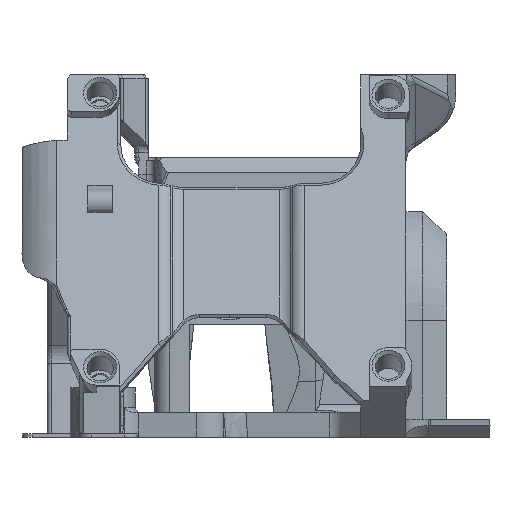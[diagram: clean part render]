
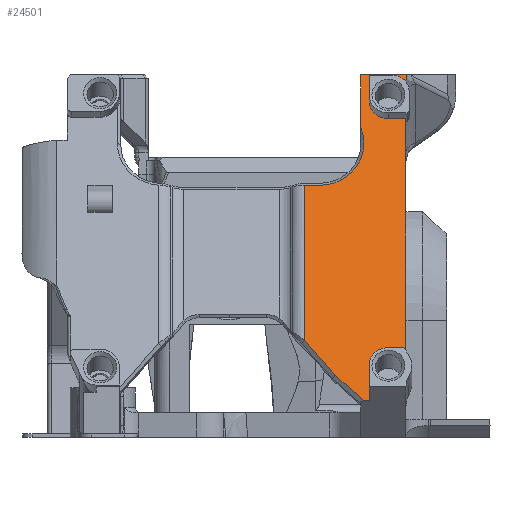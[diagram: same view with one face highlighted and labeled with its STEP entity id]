
A CAD part, left-side view. The second image highlights one B-rep face of the part: STEP entity #24501.
In plain terms, the highlighted planar face has unit normal (-0.94, 0, 0.342).
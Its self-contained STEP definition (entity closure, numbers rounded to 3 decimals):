
#1239=CIRCLE('',#26071,0.5);
#1242=CIRCLE('',#26076,2.35);
#1243=CIRCLE('',#26078,2.);
#1244=CIRCLE('',#26082,2.35);
#1249=CIRCLE('',#26096,2.536);
#1383=CIRCLE('',#26406,5.4);
#2168=B_SPLINE_CURVE_WITH_KNOTS('',3,(#40832,#40833,#40834,#40835),
 .UNSPECIFIED.,.F.,.F.,(4,4),(0.,0.001),
 .UNSPECIFIED.);
#5476=ORIENTED_EDGE('',*,*,#11777,.F.);
#5477=ORIENTED_EDGE('',*,*,#11778,.T.);
#5478=ORIENTED_EDGE('',*,*,#11779,.F.);
#5479=ORIENTED_EDGE('',*,*,#11224,.T.);
#5480=ORIENTED_EDGE('',*,*,#11214,.T.);
#5481=ORIENTED_EDGE('',*,*,#11209,.F.);
#5482=ORIENTED_EDGE('',*,*,#11205,.T.);
#5483=ORIENTED_EDGE('',*,*,#11237,.F.);
#5484=ORIENTED_EDGE('',*,*,#10188,.F.);
#5485=ORIENTED_EDGE('',*,*,#11223,.F.);
#5486=ORIENTED_EDGE('',*,*,#11221,.T.);
#5487=ORIENTED_EDGE('',*,*,#11219,.T.);
#5488=ORIENTED_EDGE('',*,*,#11218,.T.);
#5489=ORIENTED_EDGE('',*,*,#11215,.T.);
#5490=ORIENTED_EDGE('',*,*,#10183,.T.);
#5491=ORIENTED_EDGE('',*,*,#11780,.T.);
#5492=ORIENTED_EDGE('',*,*,#11758,.F.);
#5493=ORIENTED_EDGE('',*,*,#11781,.T.);
#5494=ORIENTED_EDGE('',*,*,#11763,.T.);
#5495=ORIENTED_EDGE('',*,*,#11782,.F.);
#5496=ORIENTED_EDGE('',*,*,#11372,.F.);
#10183=EDGE_CURVE('',#13932,#13931,#16291,.T.);
#10188=EDGE_CURVE('',#13936,#13937,#16295,.T.);
#11205=EDGE_CURVE('',#14633,#14634,#1239,.T.);
#11209=EDGE_CURVE('',#14633,#14637,#16812,.T.);
#11214=EDGE_CURVE('',#14639,#14637,#1242,.T.);
#11215=EDGE_CURVE('',#14641,#13932,#1243,.T.);
#11218=EDGE_CURVE('',#14642,#14641,#16818,.T.);
#11219=EDGE_CURVE('',#14643,#14642,#16819,.T.);
#11221=EDGE_CURVE('',#14644,#14643,#1244,.T.);
#11223=EDGE_CURVE('',#14644,#13936,#16822,.T.);
#11224=EDGE_CURVE('',#14645,#14639,#16823,.T.);
#11237=EDGE_CURVE('',#13937,#14634,#1249,.T.);
#11372=EDGE_CURVE('',#14632,#14723,#16891,.T.);
#11758=EDGE_CURVE('',#14968,#14969,#17079,.T.);
#11763=EDGE_CURVE('',#14974,#14973,#1383,.T.);
#11777=EDGE_CURVE('',#14984,#14632,#17093,.T.);
#11778=EDGE_CURVE('',#14984,#14985,#17094,.T.);
#11779=EDGE_CURVE('',#14645,#14985,#17095,.T.);
#11780=EDGE_CURVE('',#13931,#14969,#2168,.T.);
#11781=EDGE_CURVE('',#14968,#14974,#17096,.T.);
#11782=EDGE_CURVE('',#14723,#14973,#17097,.T.);
#13931=VERTEX_POINT('',#34472);
#13932=VERTEX_POINT('',#34474);
#13936=VERTEX_POINT('',#34487);
#13937=VERTEX_POINT('',#34489);
#14632=VERTEX_POINT('',#37792);
#14633=VERTEX_POINT('',#37810);
#14634=VERTEX_POINT('',#37811);
#14637=VERTEX_POINT('',#37819);
#14639=VERTEX_POINT('',#37825);
#14641=VERTEX_POINT('',#37831);
#14642=VERTEX_POINT('',#37835);
#14643=VERTEX_POINT('',#37839);
#14644=VERTEX_POINT('',#37843);
#14645=VERTEX_POINT('',#37849);
#14723=VERTEX_POINT('',#39237);
#14968=VERTEX_POINT('',#40781);
#14969=VERTEX_POINT('',#40783);
#14973=VERTEX_POINT('',#40795);
#14974=VERTEX_POINT('',#40797);
#14984=VERTEX_POINT('',#40826);
#14985=VERTEX_POINT('',#40830);
#16291=LINE('',#34473,#18223);
#16295=LINE('',#34488,#18227);
#16812=LINE('',#37818,#18744);
#16818=LINE('',#37836,#18750);
#16819=LINE('',#37838,#18751);
#16822=LINE('',#37846,#18754);
#16823=LINE('',#37848,#18755);
#16891=LINE('',#39236,#18823);
#17079=LINE('',#40782,#19011);
#17093=LINE('',#40827,#19025);
#17094=LINE('',#40829,#19026);
#17095=LINE('',#40831,#19027);
#17096=LINE('',#40836,#19028);
#17097=LINE('',#40837,#19029);
#18223=VECTOR('',#27727,1000.);
#18227=VECTOR('',#27731,1000.);
#18744=VECTOR('',#29598,1000.);
#18750=VECTOR('',#29616,1000.);
#18751=VECTOR('',#29619,1000.);
#18754=VECTOR('',#29628,1000.);
#18755=VECTOR('',#29631,1000.);
#18823=VECTOR('',#29901,1000.);
#19011=VECTOR('',#30525,1000.);
#19025=VECTOR('',#30553,1000.);
#19026=VECTOR('',#30556,1000.);
#19027=VECTOR('',#30557,1000.);
#19028=VECTOR('',#30558,1000.);
#19029=VECTOR('',#30559,1000.);
#20784=EDGE_LOOP('',(#5476,#5477,#5478,#5479,#5480,#5481,#5482,#5483,#5484,
#5485,#5486,#5487,#5488,#5489,#5490,#5491,#5492,#5493,#5494,#5495,#5496));
#22352=FACE_BOUND('',#20784,.T.);
#23491=PLANE('',#26411);
#24501=ADVANCED_FACE('',(#22352),#23491,.T.);
#26071=AXIS2_PLACEMENT_3D('',#37809,#29590,#29591);
#26076=AXIS2_PLACEMENT_3D('',#37828,#29606,#29607);
#26078=AXIS2_PLACEMENT_3D('',#37830,#29610,#29611);
#26082=AXIS2_PLACEMENT_3D('',#37842,#29623,#29624);
#26096=AXIS2_PLACEMENT_3D('',#37872,#29659,#29660);
#26406=AXIS2_PLACEMENT_3D('',#40796,#30532,#30533);
#26411=AXIS2_PLACEMENT_3D('',#40828,#30554,#30555);
#27727=DIRECTION('',(0.342,0.,0.94));
#27731=DIRECTION('',(-0.342,0.,-0.94));
#29590=DIRECTION('',(0.94,0.,-0.342));
#29591=DIRECTION('',(0.342,0.,0.94));
#29598=DIRECTION('',(0.,1.,0.));
#29606=DIRECTION('',(0.94,0.,-0.342));
#29607=DIRECTION('',(0.342,0.,0.94));
#29610=DIRECTION('',(0.94,0.,-0.342));
#29611=DIRECTION('',(0.342,0.,0.94));
#29616=DIRECTION('',(0.,-1.,0.));
#29619=DIRECTION('',(0.342,0.,0.94));
#29623=DIRECTION('',(0.94,0.,-0.342));
#29624=DIRECTION('',(0.342,0.,0.94));
#29628=DIRECTION('',(0.,-1.,0.));
#29631=DIRECTION('',(0.342,0.,0.94));
#29659=DIRECTION('',(0.94,0.,-0.342));
#29660=DIRECTION('',(0.342,0.,0.94));
#29901=DIRECTION('',(0.342,0.,0.94));
#30525=DIRECTION('',(0.,-1.,0.));
#30532=DIRECTION('',(0.94,0.,-0.342));
#30533=DIRECTION('',(0.342,0.,0.94));
#30553=DIRECTION('',(0.262,0.643,0.72));
#30554=DIRECTION('',(-0.94,0.,0.342));
#30555=DIRECTION('',(-0.342,0.,-0.94));
#30556=DIRECTION('',(-0.236,-0.725,-0.648));
#30557=DIRECTION('',(0.,1.,0.));
#30558=DIRECTION('',(-0.342,0.,-0.94));
#30559=DIRECTION('',(0.,-1.,0.));
#34472=CARTESIAN_POINT('',(-130.221,6.5,43.264));
#34473=CARTESIAN_POINT('',(-143.233,6.5,7.513));
#34474=CARTESIAN_POINT('',(-130.522,6.5,42.438));
#34487=CARTESIAN_POINT('',(-131.895,6.5,38.664));
#34488=CARTESIAN_POINT('',(-136.618,6.5,25.688));
#34489=CARTESIAN_POINT('',(-142.392,6.5,9.826));
#37792=CARTESIAN_POINT('',(-141.708,18.828,11.704));
#37809=CARTESIAN_POINT('',(-142.43,7.,9.722));
#37810=CARTESIAN_POINT('',(-142.259,7.,10.192));
#37811=CARTESIAN_POINT('',(-142.361,6.543,9.912));
#37818=CARTESIAN_POINT('',(-142.259,6.125,10.192));
#37819=CARTESIAN_POINT('',(-142.259,8.625,10.192));
#37825=CARTESIAN_POINT('',(-143.062,10.975,7.983));
#37828=CARTESIAN_POINT('',(-143.062,8.625,7.983));
#37830=CARTESIAN_POINT('',(-130.921,8.125,41.342));
#37831=CARTESIAN_POINT('',(-130.237,8.125,43.222));
#37835=CARTESIAN_POINT('',(-130.237,10.975,43.222));
#37836=CARTESIAN_POINT('',(-130.237,6.125,43.222));
#37838=CARTESIAN_POINT('',(-123.64,10.975,61.346));
#37839=CARTESIAN_POINT('',(-131.092,10.975,40.873));
#37842=CARTESIAN_POINT('',(-131.092,8.625,40.873));
#37843=CARTESIAN_POINT('',(-131.895,8.625,38.664));
#37846=CARTESIAN_POINT('',(-131.895,6.125,38.664));
#37848=CARTESIAN_POINT('',(-123.64,10.975,61.346));
#37849=CARTESIAN_POINT('',(-144.33,10.975,4.501));
#37872=CARTESIAN_POINT('',(-142.01,4.223,10.875));
#39236=CARTESIAN_POINT('',(-143.25,18.828,7.468));
#39237=CARTESIAN_POINT('',(-134.836,18.828,30.585));
#40781=CARTESIAN_POINT('',(-129.953,12.,44.));
#40782=CARTESIAN_POINT('',(-129.953,4.696,44.));
#40783=CARTESIAN_POINT('',(-129.953,6.466,44.));
#40795=CARTESIAN_POINT('',(-134.836,17.,30.585));
#40796=CARTESIAN_POINT('',(-132.989,17.,35.659));
#40797=CARTESIAN_POINT('',(-132.292,12.,37.576));
#40826=CARTESIAN_POINT('',(-143.22,15.12,7.552));
#40827=CARTESIAN_POINT('',(-140.731,21.225,14.388));
#40828=CARTESIAN_POINT('',(-143.233,43.625,7.513));
#40829=CARTESIAN_POINT('',(-138.358,30.068,20.909));
#40830=CARTESIAN_POINT('',(-144.33,11.706,4.501));
#40831=CARTESIAN_POINT('',(-144.33,43.625,4.501));
#40832=CARTESIAN_POINT('',(-130.221,6.5,43.264));
#40833=CARTESIAN_POINT('',(-130.132,6.5,43.51));
#40834=CARTESIAN_POINT('',(-130.043,6.482,43.755));
#40835=CARTESIAN_POINT('',(-129.953,6.466,44.));
#40836=CARTESIAN_POINT('',(-143.233,12.,7.513));
#40837=CARTESIAN_POINT('',(-134.836,27.711,30.585));
